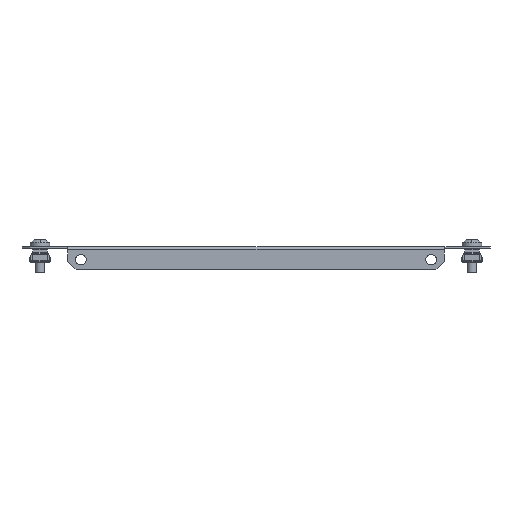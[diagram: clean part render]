
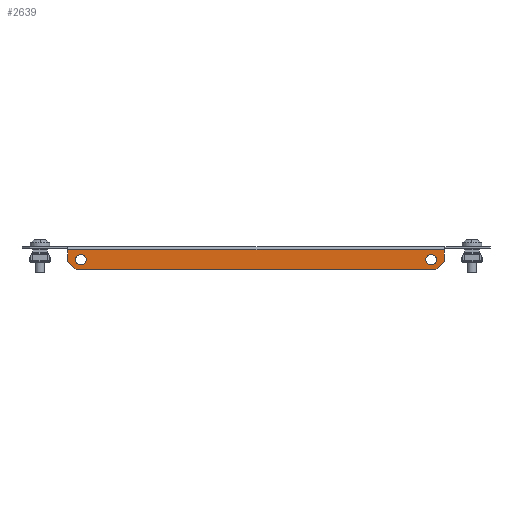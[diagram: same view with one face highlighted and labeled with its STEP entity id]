
A CAD part, front view. The second image highlights one B-rep face of the part: STEP entity #2639.
In plain terms, the highlighted planar face has unit normal (0, -1, 0).
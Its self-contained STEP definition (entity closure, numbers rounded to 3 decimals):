
#65 = CARTESIAN_POINT ( 'NONE',  ( 107., -149.5, -8. ) ) ;
#132 = FACE_BOUND ( 'NONE', #3664, .T. ) ;
#152 = VECTOR ( 'NONE', #6348, 1000. ) ;
#218 = LINE ( 'NONE', #5877, #5516 ) ;
#340 = ORIENTED_EDGE ( 'NONE', *, *, #1754, .T. ) ;
#417 = AXIS2_PLACEMENT_3D ( 'NONE', #4776, #6593, #1496 ) ;
#504 = DIRECTION ( 'NONE',  ( -1., 0., 0. ) ) ;
#549 = VERTEX_POINT ( 'NONE', #3425 ) ;
#631 = CIRCLE ( 'NONE', #6915, 3.25 ) ;
#676 = VERTEX_POINT ( 'NONE', #4227 ) ;
#765 = CARTESIAN_POINT ( 'NONE',  ( -62., -149.5, -62. ) ) ;
#1026 = VERTEX_POINT ( 'NONE', #6852 ) ;
#1077 = EDGE_LOOP ( 'NONE', ( #6600, #6611 ) ) ;
#1354 = DIRECTION ( 'NONE',  ( 0., -1., 0. ) ) ;
#1414 = CARTESIAN_POINT ( 'NONE',  ( 107., -149.5, -4.75 ) ) ;
#1459 = CARTESIAN_POINT ( 'NONE',  ( 115., -149.5, -9. ) ) ;
#1485 = VERTEX_POINT ( 'NONE', #1846 ) ;
#1496 = DIRECTION ( 'NONE',  ( 0., 0., 1. ) ) ;
#1533 = AXIS2_PLACEMENT_3D ( 'NONE', #65, #4939, #3845 ) ;
#1622 = CARTESIAN_POINT ( 'NONE',  ( -115., -149.5, -2. ) ) ;
#1754 = EDGE_CURVE ( 'NONE', #549, #1970, #7401, .T. ) ;
#1846 = CARTESIAN_POINT ( 'NONE',  ( -107., -149.5, -11.25 ) ) ;
#1854 = VERTEX_POINT ( 'NONE', #7572 ) ;
#1909 = EDGE_CURVE ( 'NONE', #4411, #549, #1959, .T. ) ;
#1959 = LINE ( 'NONE', #2664, #152 ) ;
#1970 = VERTEX_POINT ( 'NONE', #1459 ) ;
#2015 = ORIENTED_EDGE ( 'NONE', *, *, #1909, .T. ) ;
#2031 = EDGE_CURVE ( 'NONE', #1485, #676, #3298, .T. ) ;
#2136 = EDGE_CURVE ( 'NONE', #1026, #4413, #3671, .T. ) ;
#2152 = VECTOR ( 'NONE', #4359, 1000. ) ;
#2492 = EDGE_CURVE ( 'NONE', #1970, #1026, #218, .T. ) ;
#2639 = ADVANCED_FACE ( 'NONE', ( #132, #6325, #5697 ), #4469, .T. ) ;
#2664 = CARTESIAN_POINT ( 'NONE',  ( 0., -149.5, -14. ) ) ;
#2735 = VECTOR ( 'NONE', #7622, 1000. ) ;
#3012 = AXIS2_PLACEMENT_3D ( 'NONE', #6970, #1354, #6154 ) ;
#3126 = CARTESIAN_POINT ( 'NONE',  ( -115., -149.5, 0. ) ) ;
#3298 = CIRCLE ( 'NONE', #417, 3.25 ) ;
#3415 = DIRECTION ( 'NONE',  ( 0., 1., 0. ) ) ;
#3425 = CARTESIAN_POINT ( 'NONE',  ( 110., -149.5, -14. ) ) ;
#3614 = VERTEX_POINT ( 'NONE', #1414 ) ;
#3664 = EDGE_LOOP ( 'NONE', ( #6042, #5541 ) ) ;
#3671 = LINE ( 'NONE', #6708, #6701 ) ;
#3845 = DIRECTION ( 'NONE',  ( 0., 0., 1. ) ) ;
#3875 = CARTESIAN_POINT ( 'NONE',  ( 107., -149.5, -8. ) ) ;
#3899 = CIRCLE ( 'NONE', #1533, 3.25 ) ;
#3942 = DIRECTION ( 'NONE',  ( 0., 0., 1. ) ) ;
#3944 = DIRECTION ( 'NONE',  ( 0., 0., -1. ) ) ;
#3953 = DIRECTION ( 'NONE',  ( 0., -1., 0. ) ) ;
#4227 = CARTESIAN_POINT ( 'NONE',  ( -107., -149.5, -4.75 ) ) ;
#4359 = DIRECTION ( 'NONE',  ( 0.707, 0., 0.707 ) ) ;
#4411 = VERTEX_POINT ( 'NONE', #5313 ) ;
#4413 = VERTEX_POINT ( 'NONE', #1622 ) ;
#4469 = PLANE ( 'NONE',  #3012 ) ;
#4541 = VECTOR ( 'NONE', #3944, 1000. ) ;
#4671 = ORIENTED_EDGE ( 'NONE', *, *, #5870, .T. ) ;
#4672 = ORIENTED_EDGE ( 'NONE', *, *, #2136, .T. ) ;
#4776 = CARTESIAN_POINT ( 'NONE',  ( -107., -149.5, -8. ) ) ;
#4894 = EDGE_CURVE ( 'NONE', #676, #1485, #5730, .T. ) ;
#4939 = DIRECTION ( 'NONE',  ( 0., -1., 0. ) ) ;
#4969 = VERTEX_POINT ( 'NONE', #6614 ) ;
#5261 = ORIENTED_EDGE ( 'NONE', *, *, #6111, .T. ) ;
#5302 = DIRECTION ( 'NONE',  ( 0., 0., 1. ) ) ;
#5313 = CARTESIAN_POINT ( 'NONE',  ( -110., -149.5, -14. ) ) ;
#5516 = VECTOR ( 'NONE', #5302, 1000. ) ;
#5541 = ORIENTED_EDGE ( 'NONE', *, *, #7588, .F. ) ;
#5697 = FACE_OUTER_BOUND ( 'NONE', #7637, .T. ) ;
#5730 = CIRCLE ( 'NONE', #7425, 3.25 ) ;
#5761 = DIRECTION ( 'NONE',  ( 0., 0., 1. ) ) ;
#5870 = EDGE_CURVE ( 'NONE', #4969, #4411, #6991, .T. ) ;
#5877 = CARTESIAN_POINT ( 'NONE',  ( 115., -149.5, 0. ) ) ;
#6042 = ORIENTED_EDGE ( 'NONE', *, *, #7040, .F. ) ;
#6084 = ORIENTED_EDGE ( 'NONE', *, *, #2492, .T. ) ;
#6094 = CARTESIAN_POINT ( 'NONE',  ( 62., -149.5, -62. ) ) ;
#6111 = EDGE_CURVE ( 'NONE', #4413, #4969, #6332, .T. ) ;
#6154 = DIRECTION ( 'NONE',  ( 0., 0., 1. ) ) ;
#6325 = FACE_BOUND ( 'NONE', #1077, .T. ) ;
#6332 = LINE ( 'NONE', #3126, #4541 ) ;
#6348 = DIRECTION ( 'NONE',  ( 1., 0., 0. ) ) ;
#6529 = CARTESIAN_POINT ( 'NONE',  ( -107., -149.5, -8. ) ) ;
#6593 = DIRECTION ( 'NONE',  ( 0., 1., 0. ) ) ;
#6600 = ORIENTED_EDGE ( 'NONE', *, *, #4894, .T. ) ;
#6611 = ORIENTED_EDGE ( 'NONE', *, *, #2031, .T. ) ;
#6614 = CARTESIAN_POINT ( 'NONE',  ( -115., -149.5, -9. ) ) ;
#6701 = VECTOR ( 'NONE', #504, 1000. ) ;
#6708 = CARTESIAN_POINT ( 'NONE',  ( 0., -149.5, -2. ) ) ;
#6852 = CARTESIAN_POINT ( 'NONE',  ( 115., -149.5, -2. ) ) ;
#6915 = AXIS2_PLACEMENT_3D ( 'NONE', #3875, #3953, #5761 ) ;
#6970 = CARTESIAN_POINT ( 'NONE',  ( 0., -149.5, 0. ) ) ;
#6991 = LINE ( 'NONE', #765, #2735 ) ;
#7040 = EDGE_CURVE ( 'NONE', #3614, #1854, #3899, .T. ) ;
#7401 = LINE ( 'NONE', #6094, #2152 ) ;
#7425 = AXIS2_PLACEMENT_3D ( 'NONE', #6529, #3415, #3942 ) ;
#7572 = CARTESIAN_POINT ( 'NONE',  ( 107., -149.5, -11.25 ) ) ;
#7588 = EDGE_CURVE ( 'NONE', #1854, #3614, #631, .T. ) ;
#7622 = DIRECTION ( 'NONE',  ( 0.707, 0., -0.707 ) ) ;
#7637 = EDGE_LOOP ( 'NONE', ( #2015, #340, #6084, #4672, #5261, #4671 ) ) ;
